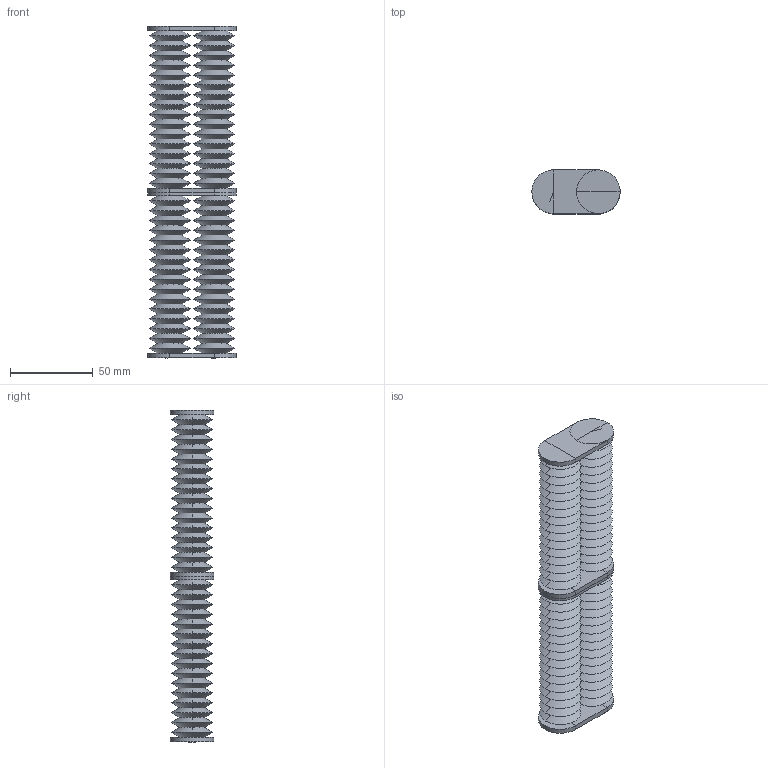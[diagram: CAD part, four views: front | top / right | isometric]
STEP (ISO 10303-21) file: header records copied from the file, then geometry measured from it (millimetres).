
FILE_DESCRIPTION(/* description */ (''),/* implementation_level */ '2;1');
FILE_NAME(/* name */ 'Unity-S',/* time_stamp */ '2019-11-29T03:37:05-06:00',/* author */ (''),/* organization */ (''),/* preprocessor_version */ 'ST-DEVELOPER v16.5',/* originating_system */ '',/* authorisation */ '');
FILE_SCHEMA (('AUTOMOTIVE_DESIGN'));
Length unit declared in the file: inch
Products named in the file (1): Document
Bounding box: 53.16 x 26.29 x 200.1 mm (x, y, z)
Volume: 130678.9 mm3; surface area: 53795.4 mm2
Topology: 1 solids, 1 shells, 300 faces, 629 edges, 321 vertices
Faces by surface type: bspline 286, plane 14
Entity records: 8948 total; most frequent: CARTESIAN_POINT 5471, ORIENTED_EDGE 1246, EDGE_CURVE 623, VERTEX_POINT 321, B_SPLINE_CURVE_WITH_KNOTS 318, ADVANCED_FACE 300, FACE_OUTER_BOUND 300, EDGE_LOOP 300
